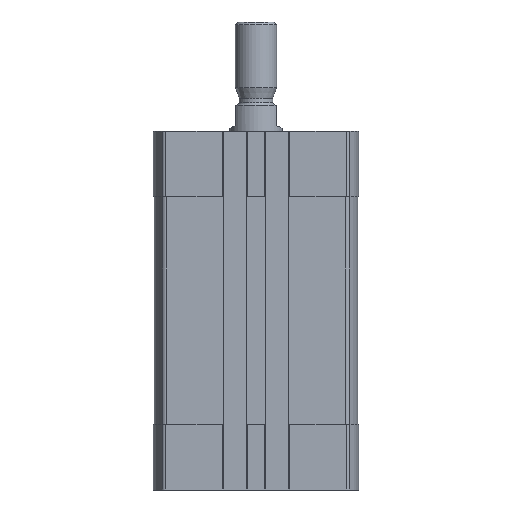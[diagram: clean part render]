
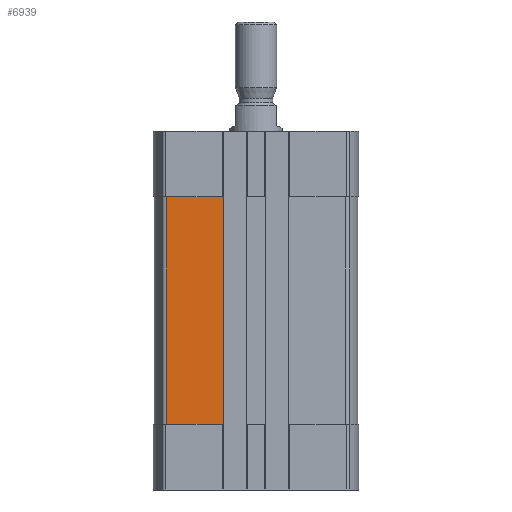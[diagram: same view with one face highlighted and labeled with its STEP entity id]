
A CAD part, left-side view. The second image highlights one B-rep face of the part: STEP entity #6939.
In plain terms, the highlighted planar face has unit normal (-1, 0, 0).
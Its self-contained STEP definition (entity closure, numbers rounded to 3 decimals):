
#101=PLANE('',#7597);
#719=LINE('',#11315,#1279);
#751=LINE('',#11436,#1311);
#752=LINE('',#11438,#1312);
#753=LINE('',#11439,#1313);
#1279=VECTOR('',#8946,1000.);
#1311=VECTOR('',#9074,1000.);
#1312=VECTOR('',#9077,1000.);
#1313=VECTOR('',#9078,1000.);
#2535=ORIENTED_EDGE('',*,*,#4172,.F.);
#2536=ORIENTED_EDGE('',*,*,#4171,.F.);
#2537=ORIENTED_EDGE('',*,*,#4173,.T.);
#2538=ORIENTED_EDGE('',*,*,#4111,.F.);
#4111=EDGE_CURVE('',#4973,#4781,#719,.T.);
#4171=EDGE_CURVE('',#5016,#5015,#751,.T.);
#4172=EDGE_CURVE('',#5015,#4973,#752,.T.);
#4173=EDGE_CURVE('',#5016,#4781,#753,.T.);
#4781=VERTEX_POINT('',#10724);
#4973=VERTEX_POINT('',#11308);
#5015=VERTEX_POINT('',#11433);
#5016=VERTEX_POINT('',#11435);
#5810=EDGE_LOOP('',(#2535,#2536,#2537,#2538));
#6322=FACE_BOUND('',#5810,.T.);
#6939=ADVANCED_FACE('',(#6322),#101,.T.);
#7597=AXIS2_PLACEMENT_3D('',#11437,#9075,#9076);
#8946=DIRECTION('',(0.,0.,-1.));
#9074=DIRECTION('',(0.,0.,1.));
#9075=DIRECTION('',(-1.,0.,0.));
#9076=DIRECTION('',(0.,0.,1.));
#9077=DIRECTION('',(0.,-1.,0.));
#9078=DIRECTION('',(0.,-1.,0.));
#10724=CARTESIAN_POINT('',(-23.3,7.55,-67.1));
#11308=CARTESIAN_POINT('',(-23.3,7.55,-15.));
#11315=CARTESIAN_POINT('',(-23.3,7.55,-82.1));
#11433=CARTESIAN_POINT('',(-23.3,20.562,-15.));
#11435=CARTESIAN_POINT('',(-23.3,20.562,-67.1));
#11436=CARTESIAN_POINT('',(-23.3,20.562,-67.1));
#11437=CARTESIAN_POINT('',(-23.3,20.562,-67.1));
#11438=CARTESIAN_POINT('',(-23.3,20.562,-15.));
#11439=CARTESIAN_POINT('',(-23.3,20.562,-67.1));
